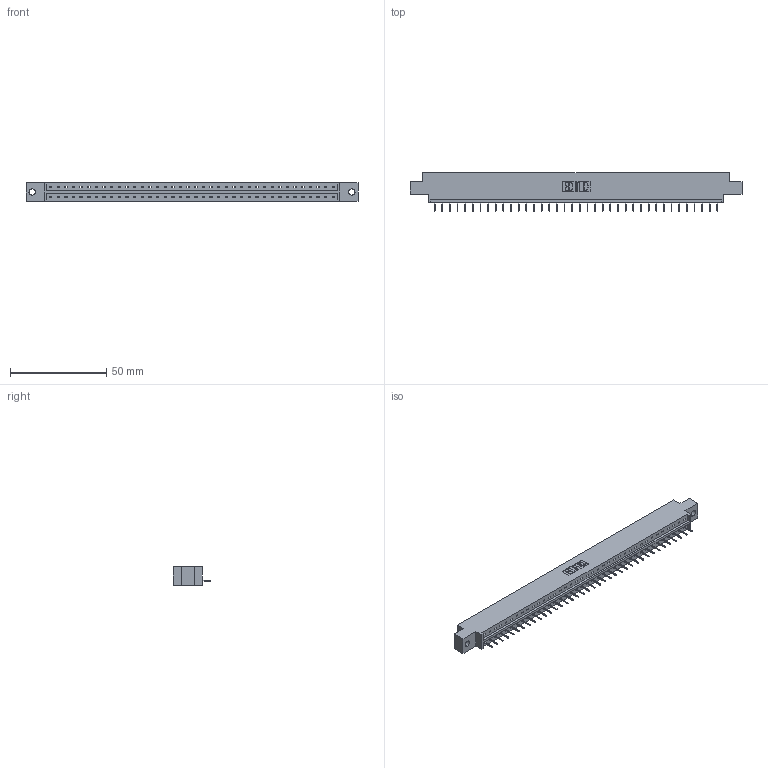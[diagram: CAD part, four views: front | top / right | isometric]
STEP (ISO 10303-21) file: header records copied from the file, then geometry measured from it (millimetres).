
FILE_DESCRIPTION (( 'STEP AP203' ), '1' );
FILE_NAME ('833-038-524-602.STEP', '2020-06-03T07:12:59', ( '' ), ( '' ), 'SwSTEP 2.0', 'SolidWorks 2020', '' );
FILE_SCHEMA (( 'CONFIG_CONTROL_DESIGN' ));
Length unit declared in the file: inch
Products named in the file (3): 833-038-524-602; 833 Part_Offset - .128 Dia; 345-292-001_345-293-124
Assembly tree (39 placements, depth 2):
  833-038-524-602
    833 Part_Offset - .128 Dia
    345-292-001_345-293-124  x38
Bounding box: 172.11 x 19.69 x 9.4 mm (x, y, z)
Volume: 16870.2 mm3; surface area: 17636.9 mm2
Topology: 39 solids, 39 shells, 2474 faces, 7163 edges, 4622 vertices
Faces by surface type: plane 1898, cylinder 576
Entity records: 23957 total; most frequent: CARTESIAN_POINT 4140, ORIENTED_EDGE 4114, DIRECTION 3501, EDGE_CURVE 2057, LINE 1933, VECTOR 1933, VERTEX_POINT 1366, AXIS2_PLACEMENT_3D 784
